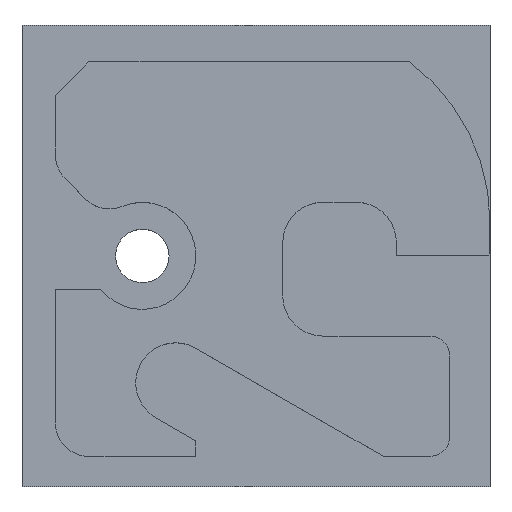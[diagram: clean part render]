
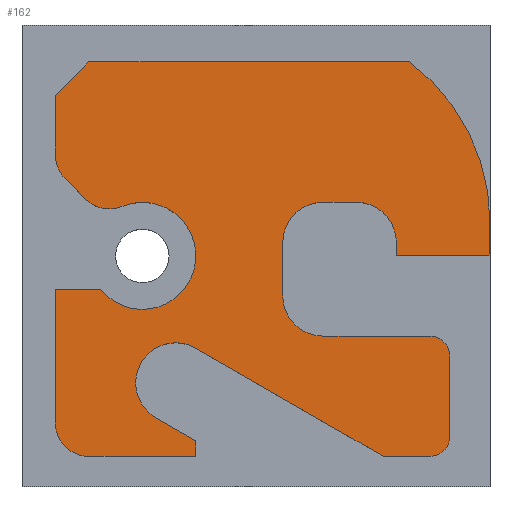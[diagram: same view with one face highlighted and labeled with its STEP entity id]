
A CAD part, top view. The second image highlights one B-rep face of the part: STEP entity #162.
In plain terms, the highlighted planar face has unit normal (0, 0, 1).
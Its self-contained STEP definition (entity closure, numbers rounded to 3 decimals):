
#126=CIRCLE('',#822,6.);
#127=CIRCLE('',#829,8.);
#128=CIRCLE('',#834,30.);
#129=CIRCLE('',#836,3.);
#130=CIRCLE('',#837,3.);
#131=CIRCLE('',#838,6.);
#132=CIRCLE('',#839,6.);
#133=CIRCLE('',#840,6.);
#134=CIRCLE('',#841,5.);
#135=CIRCLE('',#842,5.);
#136=CIRCLE('',#843,5.);
#162=ADVANCED_FACE('',(#220),#195,.T.);
#195=PLANE('',#844);
#220=FACE_OUTER_BOUND('',#257,.T.);
#257=EDGE_LOOP('',(#404,#405,#406,#407,#408,#409,#410,#411,#412,#413,#414,
#415,#416,#417,#418,#419,#420,#421,#422,#423,#424,#425,#426,#427,#428,#429,
#430,#431,#432));
#404=ORIENTED_EDGE('',*,*,#602,.F.);
#405=ORIENTED_EDGE('',*,*,#631,.T.);
#406=ORIENTED_EDGE('',*,*,#598,.F.);
#407=ORIENTED_EDGE('',*,*,#632,.T.);
#408=ORIENTED_EDGE('',*,*,#595,.F.);
#409=ORIENTED_EDGE('',*,*,#633,.T.);
#410=ORIENTED_EDGE('',*,*,#592,.F.);
#411=ORIENTED_EDGE('',*,*,#634,.T.);
#412=ORIENTED_EDGE('',*,*,#590,.F.);
#413=ORIENTED_EDGE('',*,*,#635,.T.);
#414=ORIENTED_EDGE('',*,*,#587,.F.);
#415=ORIENTED_EDGE('',*,*,#585,.F.);
#416=ORIENTED_EDGE('',*,*,#551,.F.);
#417=ORIENTED_EDGE('',*,*,#630,.F.);
#418=ORIENTED_EDGE('',*,*,#628,.F.);
#419=ORIENTED_EDGE('',*,*,#636,.T.);
#420=ORIENTED_EDGE('',*,*,#625,.F.);
#421=ORIENTED_EDGE('',*,*,#637,.T.);
#422=ORIENTED_EDGE('',*,*,#621,.F.);
#423=ORIENTED_EDGE('',*,*,#638,.T.);
#424=ORIENTED_EDGE('',*,*,#619,.F.);
#425=ORIENTED_EDGE('',*,*,#617,.F.);
#426=ORIENTED_EDGE('',*,*,#615,.F.);
#427=ORIENTED_EDGE('',*,*,#639,.T.);
#428=ORIENTED_EDGE('',*,*,#612,.F.);
#429=ORIENTED_EDGE('',*,*,#610,.F.);
#430=ORIENTED_EDGE('',*,*,#608,.F.);
#431=ORIENTED_EDGE('',*,*,#606,.F.);
#432=ORIENTED_EDGE('',*,*,#604,.F.);
#480=VERTEX_POINT('',#1079);
#481=VERTEX_POINT('',#1081);
#512=VERTEX_POINT('',#1149);
#513=VERTEX_POINT('',#1153);
#514=VERTEX_POINT('',#1157);
#515=VERTEX_POINT('',#1159);
#516=VERTEX_POINT('',#1163);
#517=VERTEX_POINT('',#1164);
#518=VERTEX_POINT('',#1169);
#519=VERTEX_POINT('',#1170);
#520=VERTEX_POINT('',#1175);
#521=VERTEX_POINT('',#1176);
#522=VERTEX_POINT('',#1181);
#523=VERTEX_POINT('',#1183);
#524=VERTEX_POINT('',#1187);
#525=VERTEX_POINT('',#1191);
#526=VERTEX_POINT('',#1195);
#527=VERTEX_POINT('',#1199);
#528=VERTEX_POINT('',#1203);
#529=VERTEX_POINT('',#1207);
#530=VERTEX_POINT('',#1209);
#531=VERTEX_POINT('',#1213);
#532=VERTEX_POINT('',#1217);
#533=VERTEX_POINT('',#1221);
#534=VERTEX_POINT('',#1222);
#535=VERTEX_POINT('',#1227);
#536=VERTEX_POINT('',#1229);
#537=VERTEX_POINT('',#1233);
#538=VERTEX_POINT('',#1235);
#551=EDGE_CURVE('',#480,#481,#652,.T.);
#585=EDGE_CURVE('',#481,#512,#673,.T.);
#587=EDGE_CURVE('',#512,#513,#675,.T.);
#590=EDGE_CURVE('',#514,#515,#678,.T.);
#592=EDGE_CURVE('',#516,#517,#680,.T.);
#595=EDGE_CURVE('',#518,#519,#683,.T.);
#598=EDGE_CURVE('',#520,#521,#686,.T.);
#602=EDGE_CURVE('',#522,#523,#690,.T.);
#604=EDGE_CURVE('',#523,#524,#692,.T.);
#606=EDGE_CURVE('',#524,#525,#126,.T.);
#608=EDGE_CURVE('',#525,#526,#695,.T.);
#610=EDGE_CURVE('',#526,#527,#697,.T.);
#612=EDGE_CURVE('',#527,#528,#699,.T.);
#615=EDGE_CURVE('',#529,#530,#702,.T.);
#617=EDGE_CURVE('',#530,#531,#704,.T.);
#619=EDGE_CURVE('',#531,#532,#127,.T.);
#621=EDGE_CURVE('',#533,#534,#707,.T.);
#625=EDGE_CURVE('',#535,#536,#711,.T.);
#628=EDGE_CURVE('',#537,#538,#714,.T.);
#630=EDGE_CURVE('',#538,#480,#128,.T.);
#631=EDGE_CURVE('',#522,#521,#129,.T.);
#632=EDGE_CURVE('',#520,#519,#130,.T.);
#633=EDGE_CURVE('',#518,#517,#131,.T.);
#634=EDGE_CURVE('',#516,#515,#132,.T.);
#635=EDGE_CURVE('',#514,#513,#133,.T.);
#636=EDGE_CURVE('',#537,#536,#716,.T.);
#637=EDGE_CURVE('',#535,#534,#134,.T.);
#638=EDGE_CURVE('',#533,#532,#135,.T.);
#639=EDGE_CURVE('',#529,#528,#136,.T.);
#652=LINE('',#1080,#729);
#673=LINE('',#1148,#750);
#675=LINE('',#1152,#752);
#678=LINE('',#1158,#755);
#680=LINE('',#1162,#757);
#683=LINE('',#1168,#760);
#686=LINE('',#1174,#763);
#690=LINE('',#1182,#767);
#692=LINE('',#1186,#769);
#695=LINE('',#1194,#772);
#697=LINE('',#1198,#774);
#699=LINE('',#1202,#776);
#702=LINE('',#1208,#779);
#704=LINE('',#1212,#781);
#707=LINE('',#1220,#784);
#711=LINE('',#1228,#788);
#714=LINE('',#1234,#791);
#716=LINE('',#1245,#793);
#729=VECTOR('',#875,1.);
#750=VECTOR('',#928,1.);
#752=VECTOR('',#932,1.);
#755=VECTOR('',#937,1.);
#757=VECTOR('',#941,1.);
#760=VECTOR('',#946,1.);
#763=VECTOR('',#951,1.);
#767=VECTOR('',#957,1.);
#769=VECTOR('',#961,1.);
#772=VECTOR('',#970,1.);
#774=VECTOR('',#974,1.);
#776=VECTOR('',#978,1.);
#779=VECTOR('',#983,1.);
#781=VECTOR('',#987,1.);
#784=VECTOR('',#996,1.);
#788=VECTOR('',#1002,1.);
#791=VECTOR('',#1007,1.);
#793=VECTOR('',#1025,1.);
#822=AXIS2_PLACEMENT_3D('',#1190,#965,#966);
#829=AXIS2_PLACEMENT_3D('',#1216,#991,#992);
#834=AXIS2_PLACEMENT_3D('',#1238,#1011,#1012);
#836=AXIS2_PLACEMENT_3D('',#1240,#1015,#1016);
#837=AXIS2_PLACEMENT_3D('',#1241,#1017,#1018);
#838=AXIS2_PLACEMENT_3D('',#1242,#1019,#1020);
#839=AXIS2_PLACEMENT_3D('',#1243,#1021,#1022);
#840=AXIS2_PLACEMENT_3D('',#1244,#1023,#1024);
#841=AXIS2_PLACEMENT_3D('',#1246,#1026,#1027);
#842=AXIS2_PLACEMENT_3D('',#1247,#1028,#1029);
#843=AXIS2_PLACEMENT_3D('',#1248,#1030,#1031);
#844=AXIS2_PLACEMENT_3D('',#1249,#1032,#1033);
#875=DIRECTION('',(0.,-1.,0.));
#928=DIRECTION('',(-1.,0.,0.));
#932=DIRECTION('',(0.,1.,0.));
#937=DIRECTION('',(-1.,0.,0.));
#941=DIRECTION('',(0.,-1.,0.));
#946=DIRECTION('',(1.,0.,0.));
#951=DIRECTION('',(0.,-1.,0.));
#957=DIRECTION('',(-1.,0.,0.));
#961=DIRECTION('',(-0.866,0.5,0.));
#965=DIRECTION('',(0.,0.,1.));
#966=DIRECTION('',(1.,0.,0.));
#970=DIRECTION('',(0.866,-0.5,0.));
#974=DIRECTION('',(0.,-1.,0.));
#978=DIRECTION('',(-1.,0.,0.));
#983=DIRECTION('',(0.,1.,0.));
#987=DIRECTION('',(1.,0.,0.));
#991=DIRECTION('',(0.,0.,1.));
#992=DIRECTION('',(1.,0.,0.));
#996=DIRECTION('',(-0.707,0.707,0.));
#1002=DIRECTION('',(0.,1.,0.));
#1007=DIRECTION('',(1.,0.,0.));
#1011=DIRECTION('',(0.,0.,-1.));
#1012=DIRECTION('',(1.,0.,0.));
#1015=DIRECTION('',(0.,0.,1.));
#1016=DIRECTION('',(1.,0.,0.));
#1017=DIRECTION('',(0.,0.,1.));
#1018=DIRECTION('',(1.,0.,0.));
#1019=DIRECTION('',(0.,0.,-1.));
#1020=DIRECTION('',(1.,0.,0.));
#1021=DIRECTION('',(0.,0.,-1.));
#1022=DIRECTION('',(1.,0.,0.));
#1023=DIRECTION('',(0.,0.,-1.));
#1024=DIRECTION('',(1.,0.,0.));
#1025=DIRECTION('',(-0.707,-0.707,0.));
#1026=DIRECTION('',(0.,0.,1.));
#1027=DIRECTION('',(1.,0.,0.));
#1028=DIRECTION('',(0.,0.,1.));
#1029=DIRECTION('',(1.,0.,0.));
#1030=DIRECTION('',(0.,0.,1.));
#1031=DIRECTION('',(1.,0.,0.));
#1032=DIRECTION('',(0.,0.,1.));
#1033=DIRECTION('',(1.,0.,0.));
#1079=CARTESIAN_POINT('',(70.,39.5,0.));
#1080=CARTESIAN_POINT('',(70.,39.5,0.));
#1081=CARTESIAN_POINT('',(70.,34.5,0.));
#1148=CARTESIAN_POINT('',(70.,34.5,0.));
#1149=CARTESIAN_POINT('',(56.,34.5,0.));
#1152=CARTESIAN_POINT('',(56.,34.5,0.));
#1153=CARTESIAN_POINT('',(56.,36.5,0.));
#1157=CARTESIAN_POINT('',(50.,42.5,0.));
#1158=CARTESIAN_POINT('',(56.,42.5,0.));
#1159=CARTESIAN_POINT('',(45.,42.5,0.));
#1162=CARTESIAN_POINT('',(39.,42.5,0.));
#1163=CARTESIAN_POINT('',(39.,36.5,0.));
#1164=CARTESIAN_POINT('',(39.,28.5,0.));
#1168=CARTESIAN_POINT('',(39.,22.5,0.));
#1169=CARTESIAN_POINT('',(45.,22.5,0.));
#1170=CARTESIAN_POINT('',(61.,22.5,0.));
#1174=CARTESIAN_POINT('',(64.,22.5,0.));
#1175=CARTESIAN_POINT('',(64.,19.5,0.));
#1176=CARTESIAN_POINT('',(64.,7.53,0.));
#1181=CARTESIAN_POINT('',(61.,4.53,0.));
#1182=CARTESIAN_POINT('',(64.,4.53,0.));
#1183=CARTESIAN_POINT('',(54.,4.53,0.));
#1186=CARTESIAN_POINT('',(54.,4.53,0.));
#1187=CARTESIAN_POINT('',(26.,20.696,0.));
#1190=CARTESIAN_POINT('',(23.,15.5,0.));
#1191=CARTESIAN_POINT('',(20.,10.304,0.));
#1194=CARTESIAN_POINT('',(20.,10.304,0.));
#1195=CARTESIAN_POINT('',(26.,6.84,0.));
#1198=CARTESIAN_POINT('',(26.,6.84,0.));
#1199=CARTESIAN_POINT('',(26.,4.5,0.));
#1202=CARTESIAN_POINT('',(26.,4.5,0.));
#1203=CARTESIAN_POINT('',(10.,4.5,0.));
#1207=CARTESIAN_POINT('',(5.,9.5,0.));
#1208=CARTESIAN_POINT('',(5.,4.5,0.));
#1209=CARTESIAN_POINT('',(5.,29.5,0.));
#1212=CARTESIAN_POINT('',(5.,29.5,0.));
#1213=CARTESIAN_POINT('',(11.755,29.5,0.));
#1216=CARTESIAN_POINT('',(18.,34.5,0.));
#1217=CARTESIAN_POINT('',(14.954,41.897,0.));
#1220=CARTESIAN_POINT('',(12.343,40.157,0.));
#1221=CARTESIAN_POINT('',(9.515,42.985,0.));
#1222=CARTESIAN_POINT('',(6.464,46.036,0.));
#1227=CARTESIAN_POINT('',(5.,49.571,0.));
#1228=CARTESIAN_POINT('',(5.,47.5,0.));
#1229=CARTESIAN_POINT('',(5.,58.5,0.));
#1233=CARTESIAN_POINT('',(10.,63.5,0.));
#1234=CARTESIAN_POINT('',(5.,63.5,0.));
#1235=CARTESIAN_POINT('',(58.,63.5,0.));
#1238=CARTESIAN_POINT('',(40.,39.5,0.));
#1240=CARTESIAN_POINT('',(61.,7.53,0.));
#1241=CARTESIAN_POINT('',(61.,19.5,0.));
#1242=CARTESIAN_POINT('',(45.,28.5,0.));
#1243=CARTESIAN_POINT('',(45.,36.5,0.));
#1244=CARTESIAN_POINT('',(50.,36.5,0.));
#1245=CARTESIAN_POINT('',(-7.5,46.,0.));
#1246=CARTESIAN_POINT('',(10.,49.571,0.));
#1247=CARTESIAN_POINT('',(13.05,46.521,0.));
#1248=CARTESIAN_POINT('',(10.,9.5,0.));
#1249=CARTESIAN_POINT('',(23.,15.5,0.));
